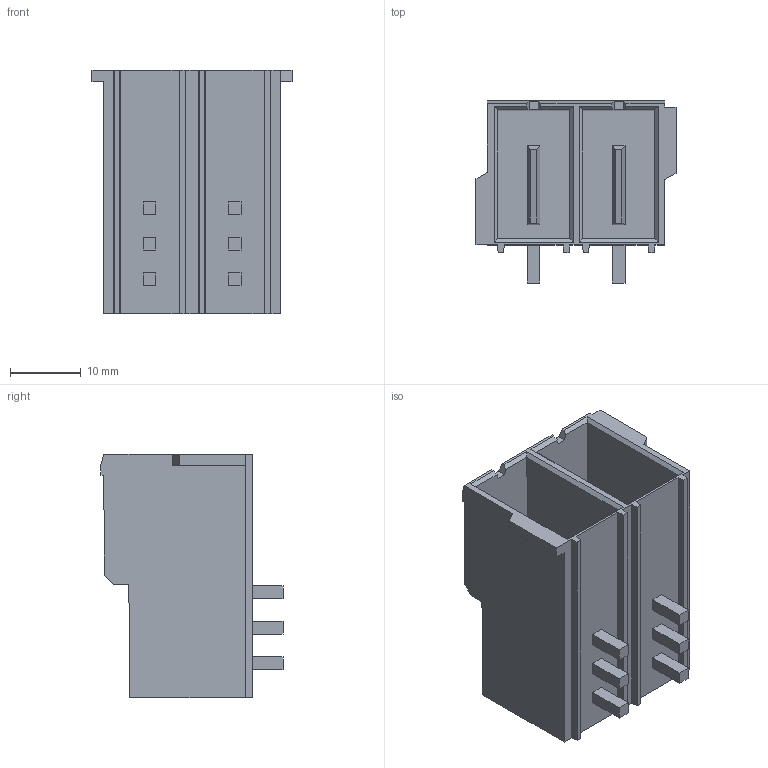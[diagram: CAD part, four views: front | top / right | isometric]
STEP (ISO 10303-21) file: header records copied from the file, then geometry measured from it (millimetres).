
FILE_DESCRIPTION((''),'2;1');
FILE_NAME('394250002','2016-02-18T',('me'),(''),'PRO/ENGINEER BY PARAMETRIC TECHNOLOGY CORPORATION, 2011490','PRO/ENGINEER BY PARAMETRIC TECHNOLOGY CORPORATION, 2011490','');
FILE_SCHEMA(('CONFIG_CONTROL_DESIGN'));
Length unit declared in the file: inch
Products named in the file (1): 394250002
Bounding box: 28.19 x 25.65 x 34.29 mm (x, y, z)
Volume: 10098.5 mm3; surface area: 6736.7 mm2
Topology: 1 solids, 1 shells, 109 faces, 305 edges, 206 vertices
Faces by surface type: plane 109
Entity records: 3474 total; most frequent: CARTESIAN_POINT 609, ORIENTED_EDGE 586, DIRECTION 537, VECTOR 293, LINE 293, EDGE_CURVE 293, VERTEX_POINT 194, AXIS2_PLACEMENT_3D 122
